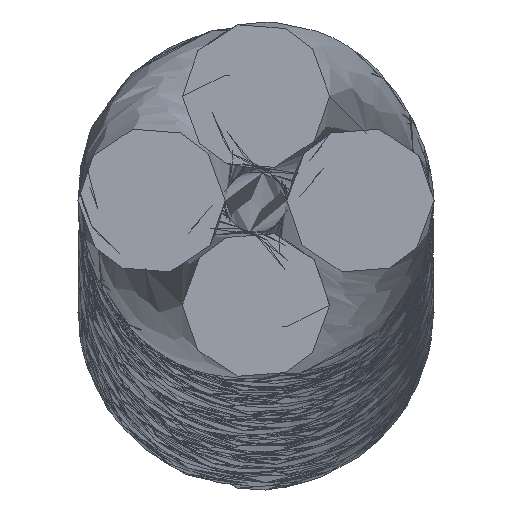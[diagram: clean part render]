
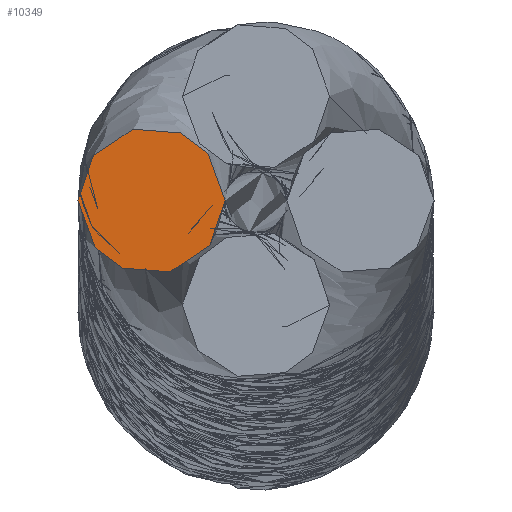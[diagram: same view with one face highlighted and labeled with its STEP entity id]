
A CAD part, top view. The second image highlights one B-rep face of the part: STEP entity #10349.
In plain terms, the highlighted planar face has unit normal (0, 0, 1).
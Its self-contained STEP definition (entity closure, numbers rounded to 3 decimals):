
#50 = CARTESIAN_POINT ( 'NONE',  ( -7.5, 0., 0. ) ) ;
#971 = CARTESIAN_POINT ( 'NONE',  ( -7.5, 0., 0. ) ) ;
#1251 = DIRECTION ( 'NONE',  ( 1., 0., 0. ) ) ;
#1810 = AXIS2_PLACEMENT_3D ( 'NONE', #4912, #6757, #1251 ) ;
#1864 = CARTESIAN_POINT ( 'NONE',  ( -1.3, 0., 0. ) ) ;
#1904 = CARTESIAN_POINT ( 'NONE',  ( -6.994, -2.02, 0. ) ) ;
#2487 = EDGE_LOOP ( 'NONE', ( #8782, #9333 ) ) ;
#2829 = CARTESIAN_POINT ( 'NONE',  ( -4.4, -3.181, 0. ) ) ;
#3416 = FACE_OUTER_BOUND ( 'NONE', #2487, .T. ) ;
#3708 = CARTESIAN_POINT ( 'NONE',  ( -3.183, 2.939, 0. ) ) ;
#3752 = CARTESIAN_POINT ( 'NONE',  ( -1.806, -2.02, 0. ) ) ;
#4621 = CARTESIAN_POINT ( 'NONE',  ( -5.617, 2.939, 0. ) ) ;
#4664 = CARTESIAN_POINT ( 'NONE',  ( -1.3, 0., 0. ) ) ;
#4912 = CARTESIAN_POINT ( 'NONE',  ( -7.537, -3.137, 0. ) ) ;
#5177 = CARTESIAN_POINT ( 'NONE',  ( -7.5, 0., 0. ) ) ;
#5537 = CARTESIAN_POINT ( 'NONE',  ( -7.508, 0.815, 0. ) ) ;
#5820 = PLANE ( 'NONE',  #1810 ) ;
#6757 = DIRECTION ( 'NONE',  ( 0., 0., 1. ) ) ;
#7348 = CARTESIAN_POINT ( 'NONE',  ( -1.292, 0.815, 0. ) ) ;
#7518 = EDGE_CURVE ( 'NONE', #8941, #10983, #10960, .T. ) ;
#7542 = EDGE_CURVE ( 'NONE', #10983, #8941, #9055, .T. ) ;
#8318 = CARTESIAN_POINT ( 'NONE',  ( -5.617, -2.939, 0. ) ) ;
#8782 = ORIENTED_EDGE ( 'NONE', *, *, #7518, .T. ) ;
#8899 = CARTESIAN_POINT ( 'NONE',  ( -1.3, 0., 0. ) ) ;
#8941 = VERTEX_POINT ( 'NONE', #8899 ) ;
#9055 = B_SPLINE_CURVE_WITH_KNOTS ( 'NONE', 3,
 ( #971, #10761, #1904, #8318, #2829, #9207, #3752, #10028, #4664 ),
 .UNSPECIFIED., .F., .F.,
 ( 4, 1, 1, 1, 1, 1, 4 ),
 ( 0., 0.002, 0.004, 0.005, 0.006, 0.007, 0.01 ),
 .UNSPECIFIED. ) ;
#9170 = CARTESIAN_POINT ( 'NONE',  ( -1.806, 2.02, 0. ) ) ;
#9207 = CARTESIAN_POINT ( 'NONE',  ( -3.183, -2.939, 0. ) ) ;
#9333 = ORIENTED_EDGE ( 'NONE', *, *, #7542, .T. ) ;
#9985 = CARTESIAN_POINT ( 'NONE',  ( -4.4, 3.181, 0. ) ) ;
#10028 = CARTESIAN_POINT ( 'NONE',  ( -1.292, -0.815, 0. ) ) ;
#10349 = ADVANCED_FACE ( 'NONE', ( #3416 ), #5820, .T. ) ;
#10761 = CARTESIAN_POINT ( 'NONE',  ( -7.508, -0.815, 0. ) ) ;
#10798 = CARTESIAN_POINT ( 'NONE',  ( -6.994, 2.02, 0. ) ) ;
#10960 = B_SPLINE_CURVE_WITH_KNOTS ( 'NONE', 3,
 ( #1864, #7348, #9170, #3708, #9985, #4621, #10798, #5537, #50 ),
 .UNSPECIFIED., .F., .F.,
 ( 4, 1, 1, 1, 1, 1, 4 ),
 ( 0., 0.002, 0.004, 0.005, 0.006, 0.007, 0.01 ),
 .UNSPECIFIED. ) ;
#10983 = VERTEX_POINT ( 'NONE', #5177 ) ;
